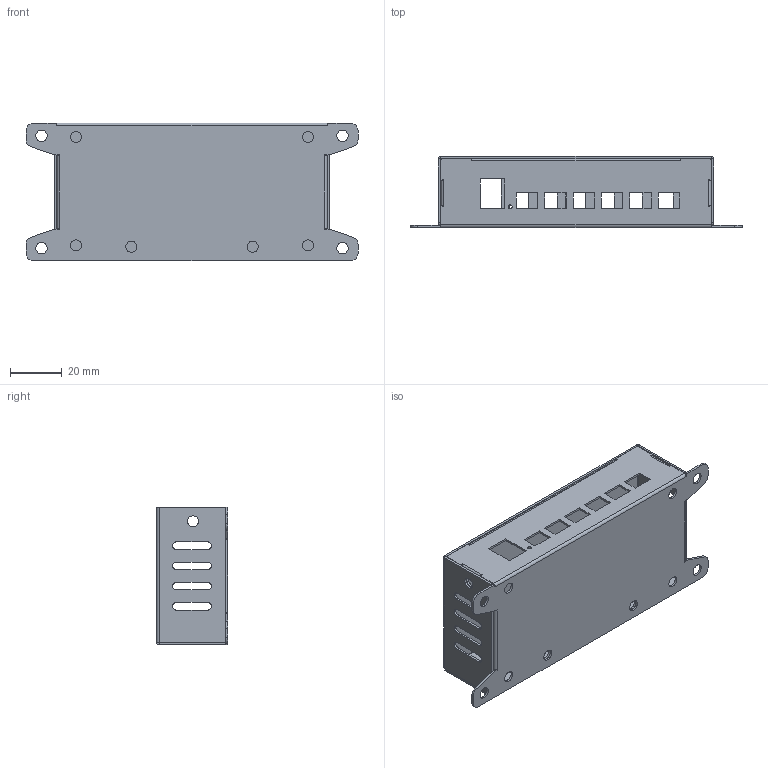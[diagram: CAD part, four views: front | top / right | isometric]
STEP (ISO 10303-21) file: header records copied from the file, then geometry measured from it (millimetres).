
FILE_DESCRIPTION (( 'STEP AP214' ), '1' );
FILE_NAME ('×°ÅäÌå8.STEP', '2023-05-10T07:03:02', ( '' ), ( '' ), 'SwSTEP 2.0', 'SolidWorks 2018', '' );
FILE_SCHEMA (( 'AUTOMOTIVE_DESIGN' ));
Length unit declared in the file: millimetre
Products named in the file (3): 蚾饜极8; 奻裔; 狟褲
Assembly tree (2 placements, depth 2):
  蚾饜极8
    狟褲
    奻裔
Bounding box: 128.8 x 27.6 x 53.5 mm (x, y, z)
Volume: 15572.6 mm3; surface area: 40561.9 mm2
Topology: 2 solids, 2 shells, 296 faces, 796 edges, 504 vertices
Faces by surface type: plane 190, cylinder 102, bspline 4
Entity records: 9556 total; most frequent: CARTESIAN_POINT 1775, ORIENTED_EDGE 1592, DIRECTION 1572, EDGE_CURVE 796, VECTOR 586, LINE 586, VERTEX_POINT 504, AXIS2_PLACEMENT_3D 493
